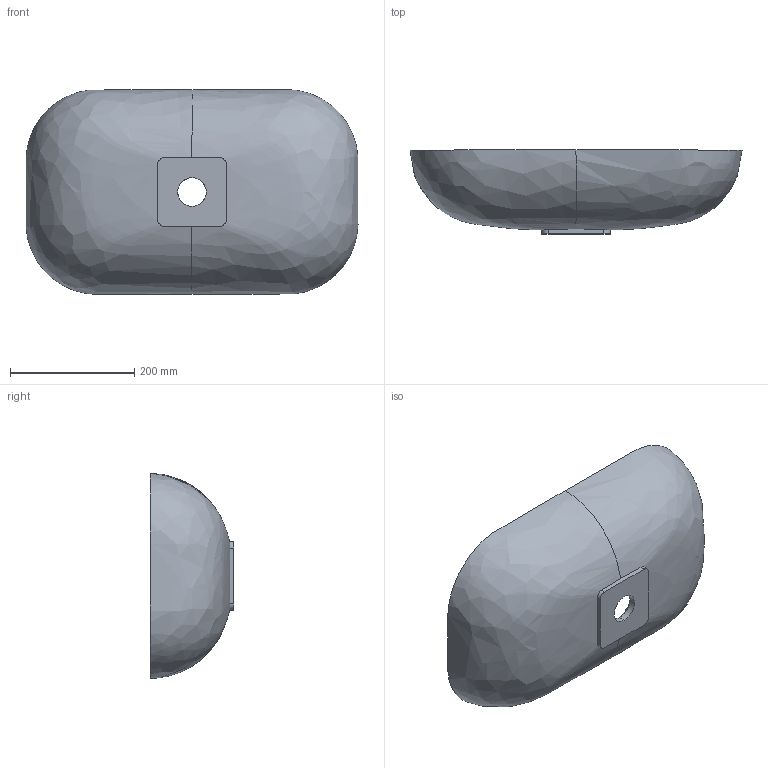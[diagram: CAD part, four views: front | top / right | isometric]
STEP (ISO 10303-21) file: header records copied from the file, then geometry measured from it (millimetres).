
FILE_DESCRIPTION (( 'STEP AP214' ), '1' );
FILE_NAME ('Z795-4.STEP', '2018-09-07T08:38:45', ( 'User' ), ( '' ), 'SwSTEP 2.0', 'SolidWorks 2017', '' );
FILE_SCHEMA (( 'AUTOMOTIVE_DESIGN' ));
Length unit declared in the file: millimetre
Products named in the file (2): Z795-4
Bounding box: 534.96 x 135 x 330 mm (x, y, z)
Volume: 3719684.6 mm3; surface area: 509747.4 mm2
Topology: 1 solids, 1 shells, 18 faces, 46 edges, 30 vertices
Faces by surface type: bspline 6, cylinder 6, plane 6
Entity records: 8879 total; most frequent: CARTESIAN_POINT 8452, ORIENTED_EDGE 92, DIRECTION 54, EDGE_CURVE 46, VERTEX_POINT 30, B_SPLINE_CURVE_WITH_KNOTS 26, EDGE_LOOP 20, AXIS2_PLACEMENT_3D 20
